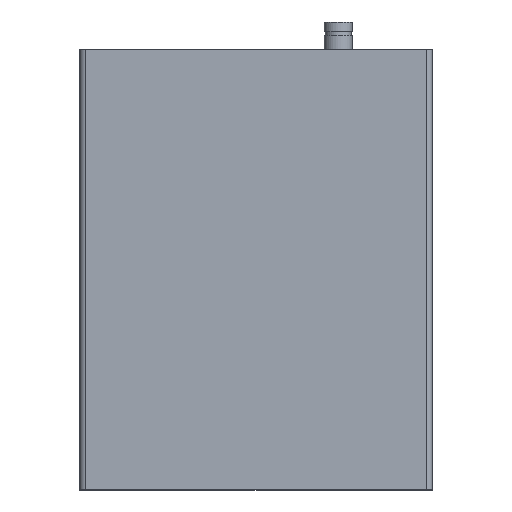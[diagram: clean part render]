
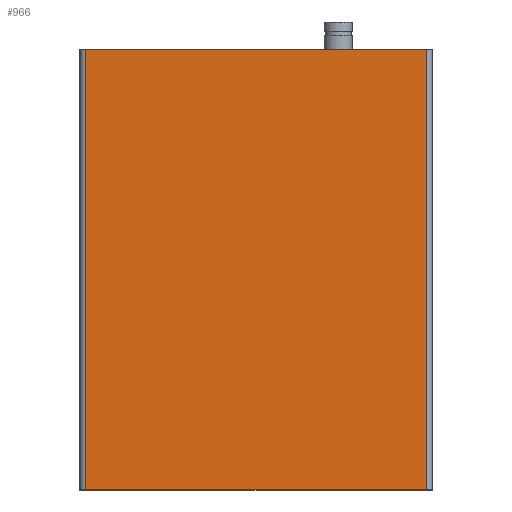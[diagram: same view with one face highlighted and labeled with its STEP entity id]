
A CAD part, top view. The second image highlights one B-rep face of the part: STEP entity #966.
In plain terms, the highlighted planar face has unit normal (0, 0, 1).
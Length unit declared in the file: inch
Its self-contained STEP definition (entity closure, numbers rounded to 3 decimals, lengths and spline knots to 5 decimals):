
#68=PLANE('',#1113);
#119=FACE_OUTER_BOUND('',#190,.T.);
#190=EDGE_LOOP('',(#821,#822,#823,#824));
#257=LINE('',#1598,#340);
#261=LINE('',#1611,#344);
#270=LINE('',#1629,#353);
#271=LINE('',#1631,#354);
#340=VECTOR('',#1339,0.3937);
#344=VECTOR('',#1349,0.3937);
#353=VECTOR('',#1366,0.3937);
#354=VECTOR('',#1369,0.3937);
#467=VERTEX_POINT('',#1595);
#468=VERTEX_POINT('',#1597);
#473=VERTEX_POINT('',#1608);
#474=VERTEX_POINT('',#1610);
#580=EDGE_CURVE('',#468,#467,#257,.T.);
#586=EDGE_CURVE('',#473,#474,#261,.T.);
#596=EDGE_CURVE('',#468,#473,#270,.T.);
#597=EDGE_CURVE('',#467,#474,#271,.T.);
#821=ORIENTED_EDGE('',*,*,#580,.T.);
#822=ORIENTED_EDGE('',*,*,#597,.T.);
#823=ORIENTED_EDGE('',*,*,#586,.F.);
#824=ORIENTED_EDGE('',*,*,#596,.F.);
#966=ADVANCED_FACE('',(#119),#68,.T.);
#1113=AXIS2_PLACEMENT_3D('',#1630,#1367,#1368);
#1339=DIRECTION('',(-1.,0.,0.));
#1349=DIRECTION('',(-1.,0.,0.));
#1366=DIRECTION('',(0.,-1.,0.));
#1367=DIRECTION('center_axis',(0.,0.,1.));
#1368=DIRECTION('ref_axis',(-1.,0.,0.));
#1369=DIRECTION('',(0.,-1.,0.));
#1595=CARTESIAN_POINT('',(0.375,30.,9.33));
#1597=CARTESIAN_POINT('',(23.625,30.,9.33));
#1598=CARTESIAN_POINT('',(23.625,30.,9.33));
#1608=CARTESIAN_POINT('',(23.625,0.,9.33));
#1610=CARTESIAN_POINT('',(0.375,0.,9.33));
#1611=CARTESIAN_POINT('',(23.625,0.,9.33));
#1629=CARTESIAN_POINT('',(23.625,30.,9.33));
#1630=CARTESIAN_POINT('Origin',(23.625,30.,9.33));
#1631=CARTESIAN_POINT('',(0.375,30.,9.33));
